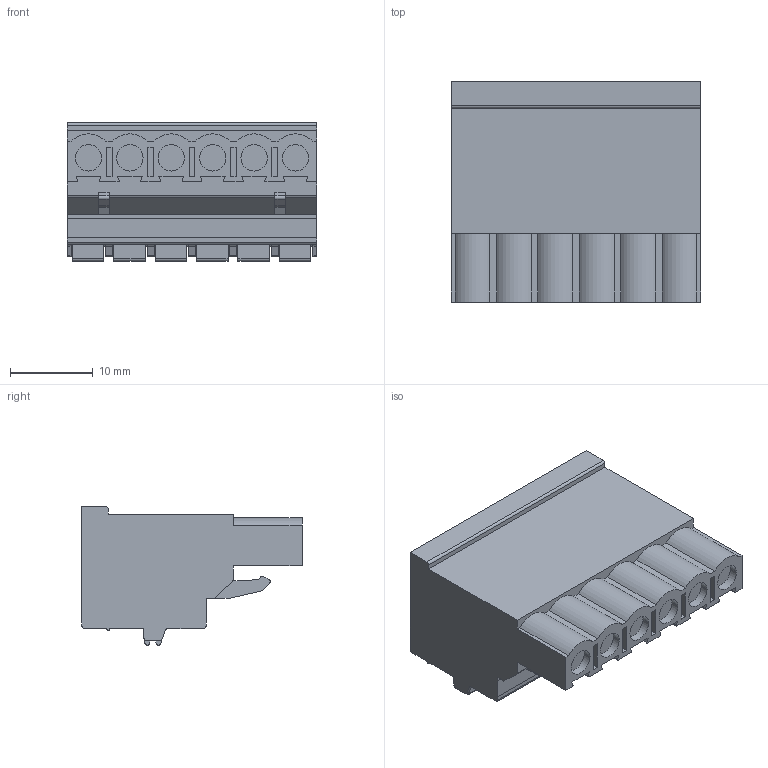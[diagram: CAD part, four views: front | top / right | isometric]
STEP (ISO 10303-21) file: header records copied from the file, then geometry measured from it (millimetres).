
FILE_DESCRIPTION((''),'2;1');
FILE_NAME('PRT0007','2024-09-21T15:34:04',('tluser'),(''),'CREO PARAMETRIC BY PTC INC, 2018100','CREO PARAMETRIC BY PTC INC, 2018100','');
FILE_SCHEMA(('CONFIG_CONTROL_DESIGN'));
Length unit declared in the file: millimetre
Products named in the file (1): PRT0007
Bounding box: 30.1 x 26.6 x 16.7 mm (x, y, z)
Volume: 8313 mm3; surface area: 3855.5 mm2
Topology: 1 solids, 1 shells, 366 faces, 960 edges, 640 vertices
Faces by surface type: plane 245, cylinder 121
Entity records: 11304 total; most frequent: CARTESIAN_POINT 1966, DIRECTION 1934, ORIENTED_EDGE 1920, EDGE_CURVE 960, VECTOR 718, LINE 718, VERTEX_POINT 640, AXIS2_PLACEMENT_3D 608
